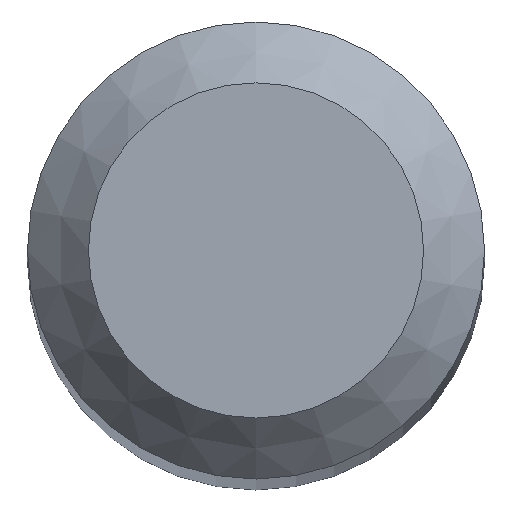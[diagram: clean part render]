
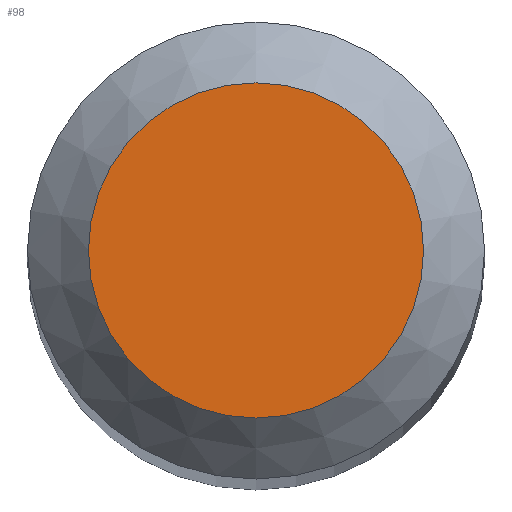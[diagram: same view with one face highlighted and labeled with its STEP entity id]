
A CAD part, top view. The second image highlights one B-rep face of the part: STEP entity #98.
In plain terms, the highlighted planar face has unit normal (0, 0, 1).
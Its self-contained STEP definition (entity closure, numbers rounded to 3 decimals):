
#41 = CIRCLE ( 'NONE', #170, 0.55 ) ;
#52 = CARTESIAN_POINT ( 'NONE',  ( 0., 0., 30. ) ) ;
#61 = DIRECTION ( 'NONE',  ( 0., 1., 0. ) ) ;
#63 = AXIS2_PLACEMENT_3D ( 'NONE', #195, #169, #61 ) ;
#70 = EDGE_CURVE ( 'NONE', #146, #146, #41, .T. ) ;
#76 = DIRECTION ( 'NONE',  ( 0., 1., 0. ) ) ;
#93 = EDGE_LOOP ( 'NONE', ( #111 ) ) ;
#98 = ADVANCED_FACE ( 'NONE', ( #208 ), #123, .F. ) ;
#111 = ORIENTED_EDGE ( 'NONE', *, *, #70, .F. ) ;
#115 = CARTESIAN_POINT ( 'NONE',  ( 0., 0.55, 30. ) ) ;
#123 = PLANE ( 'NONE',  #63 ) ;
#125 = DIRECTION ( 'NONE',  ( 0., 0., -1. ) ) ;
#146 = VERTEX_POINT ( 'NONE', #115 ) ;
#169 = DIRECTION ( 'NONE',  ( 0., 0., -1. ) ) ;
#170 = AXIS2_PLACEMENT_3D ( 'NONE', #52, #125, #76 ) ;
#195 = CARTESIAN_POINT ( 'NONE',  ( 0., 0., 30. ) ) ;
#208 = FACE_OUTER_BOUND ( 'NONE', #93, .T. ) ;
